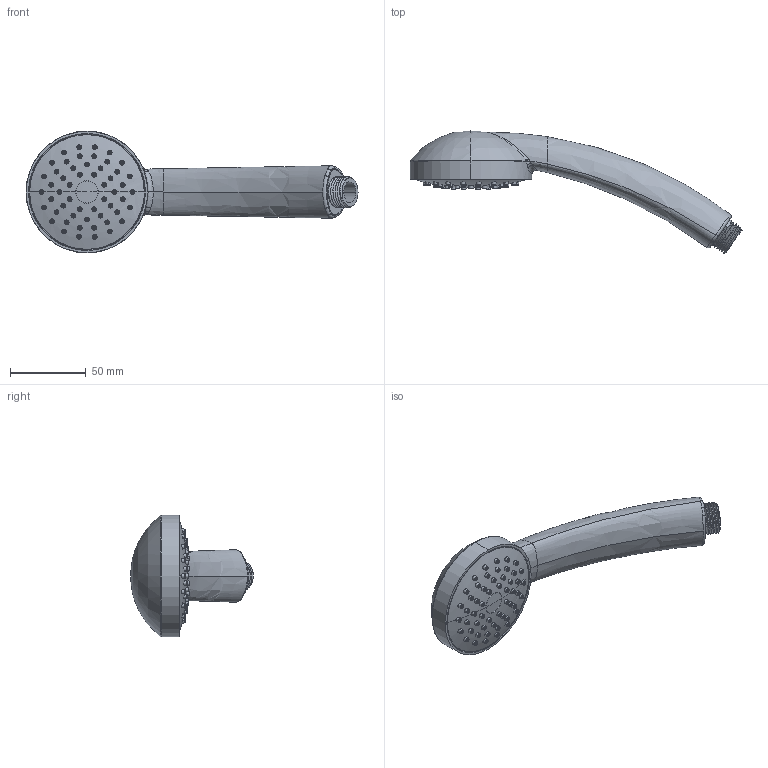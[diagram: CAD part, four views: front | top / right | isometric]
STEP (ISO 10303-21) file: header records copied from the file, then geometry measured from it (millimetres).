
FILE_DESCRIPTION((''),'2;1');
FILE_NAME('ZDOC081CR','2021-11-15T08:35:43',('ut3'),('PAFFONI SpA'),'CREO PARAMETRIC BY PTC INC, 2020044','CREO PARAMETRIC BY PTC INC, 2020044','');
FILE_SCHEMA(('CONFIG_CONTROL_DESIGN','SHAPE_APPEARANCE_LAYERS_GROUPS'));
Length unit declared in the file: millimetre
Products named in the file (1): ZDOC081CR
Bounding box: 218.63 x 80.95 x 80.3 mm (x, y, z)
Volume: 138611.1 mm3; surface area: 56893.2 mm2
Topology: 2 solids, 2 shells, 664 faces, 1826 edges, 1219 vertices
Faces by surface type: cone 229, plane 149, torus 137, cylinder 92, bspline 34, sphere 15, extrusion 8
Entity records: 38619 total; most frequent: CARTESIAN_POINT 17858, ORIENTED_EDGE 3626, DIRECTION 3427, EDGE_CURVE 1813, AXIS2_PLACEMENT_3D 1479, VERTEX_POINT 1219, CIRCLE 857, EDGE_LOOP 838
